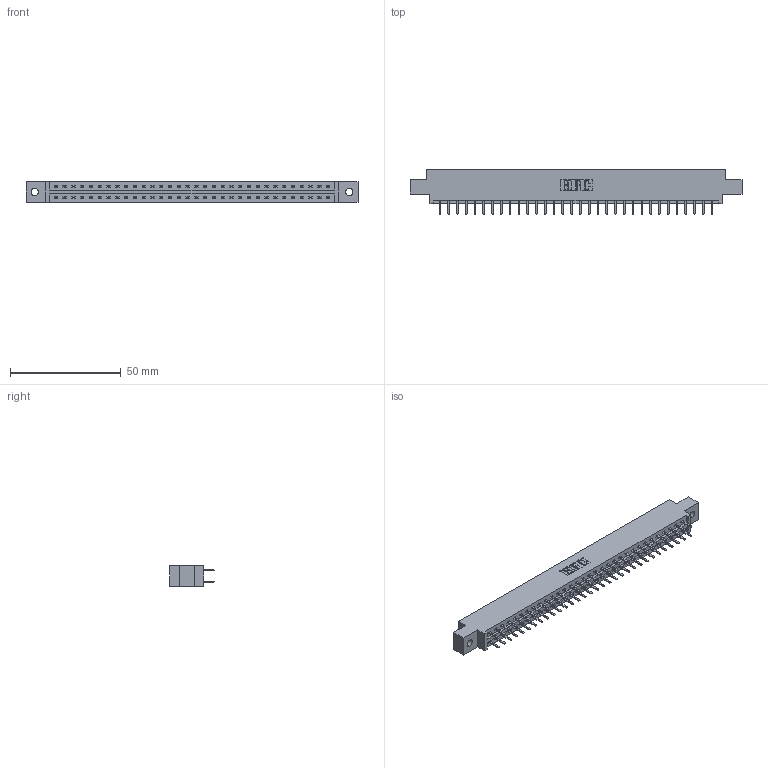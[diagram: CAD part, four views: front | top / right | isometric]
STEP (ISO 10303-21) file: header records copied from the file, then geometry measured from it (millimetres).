
FILE_DESCRIPTION (( 'STEP AP203' ), '1' );
FILE_NAME ('337-064-520-802.STEP', '2019-10-11T23:24:35', ( '' ), ( '' ), 'SwSTEP 2.0', 'SolidWorks 2016', '' );
FILE_SCHEMA (( 'CONFIG_CONTROL_DESIGN' ));
Length unit declared in the file: inch
Products named in the file (3): 337-064-520-802; 345-292-001_345-293-120; 337 Part_0.170 Offset - 0.128 Dia
Assembly tree (65 placements, depth 2):
  337-064-520-802
    337 Part_0.170 Offset - 0.128 Dia
    345-292-001_345-293-120  x64
Bounding box: 149.81 x 20.02 x 9.4 mm (x, y, z)
Volume: 15472.6 mm3; surface area: 17149.6 mm2
Topology: 65 solids, 65 shells, 3830 faces, 11139 edges, 7254 vertices
Faces by surface type: plane 2634, cylinder 1196
Entity records: 26353 total; most frequent: CARTESIAN_POINT 4462, ORIENTED_EDGE 4386, DIRECTION 3801, EDGE_CURVE 2193, VECTOR 2061, LINE 2061, VERTEX_POINT 1458, AXIS2_PLACEMENT_3D 870
